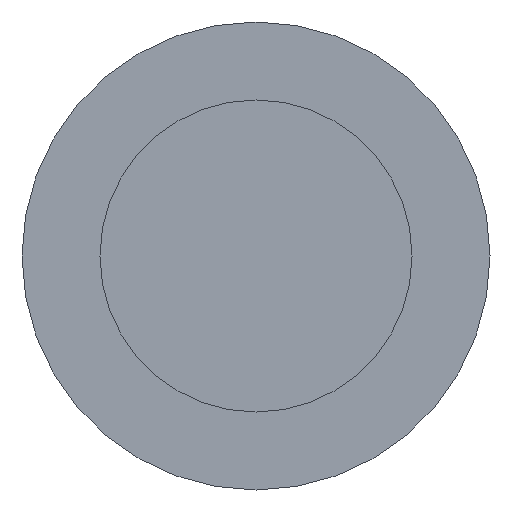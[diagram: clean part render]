
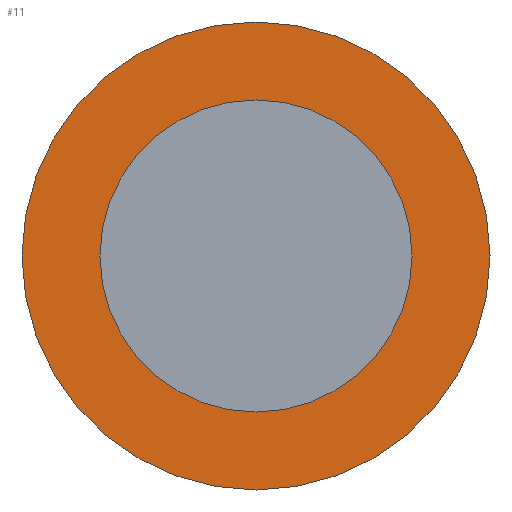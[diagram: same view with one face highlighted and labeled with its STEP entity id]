
A CAD part, front view. The second image highlights one B-rep face of the part: STEP entity #11.
In plain terms, the highlighted planar face has unit normal (0, -1, 0).
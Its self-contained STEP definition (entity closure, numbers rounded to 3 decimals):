
#5 = DIRECTION ( 'NONE',  ( 0., 1., 0. ) ) ;
#11 = ADVANCED_FACE ( 'NONE', ( #114, #215 ), #147, .F. ) ;
#17 = DIRECTION ( 'NONE',  ( 0., 0., 1. ) ) ;
#18 = CIRCLE ( 'NONE', #59, 2. ) ;
#20 = DIRECTION ( 'NONE',  ( 0., 0., 1. ) ) ;
#29 = DIRECTION ( 'NONE',  ( 0., 1., 0. ) ) ;
#33 = CARTESIAN_POINT ( 'NONE',  ( 0., 13.8, 3. ) ) ;
#48 = ORIENTED_EDGE ( 'NONE', *, *, #251, .F. ) ;
#59 = AXIS2_PLACEMENT_3D ( 'NONE', #222, #341, #20 ) ;
#77 = CARTESIAN_POINT ( 'NONE',  ( 0., 13.8, 0. ) ) ;
#88 = AXIS2_PLACEMENT_3D ( 'NONE', #356, #289, #285 ) ;
#105 = DIRECTION ( 'NONE',  ( 0., 0., 1. ) ) ;
#108 = EDGE_CURVE ( 'NONE', #400, #335, #18, .T. ) ;
#114 = FACE_BOUND ( 'NONE', #299, .T. ) ;
#141 = CIRCLE ( 'NONE', #410, 3. ) ;
#144 = ORIENTED_EDGE ( 'NONE', *, *, #264, .T. ) ;
#147 = PLANE ( 'NONE',  #190 ) ;
#150 = CIRCLE ( 'NONE', #223, 3. ) ;
#190 = AXIS2_PLACEMENT_3D ( 'NONE', #340, #306, #17 ) ;
#203 = DIRECTION ( 'NONE',  ( 0., 0., 1. ) ) ;
#204 = ORIENTED_EDGE ( 'NONE', *, *, #378, .F. ) ;
#205 = CARTESIAN_POINT ( 'NONE',  ( 0., 13.8, 2. ) ) ;
#215 = FACE_OUTER_BOUND ( 'NONE', #272, .T. ) ;
#222 = CARTESIAN_POINT ( 'NONE',  ( 0., 13.8, 0. ) ) ;
#223 = AXIS2_PLACEMENT_3D ( 'NONE', #413, #29, #105 ) ;
#236 = VERTEX_POINT ( 'NONE', #33 ) ;
#251 = EDGE_CURVE ( 'NONE', #358, #236, #150, .T. ) ;
#264 = EDGE_CURVE ( 'NONE', #335, #400, #307, .T. ) ;
#272 = EDGE_LOOP ( 'NONE', ( #48, #204 ) ) ;
#285 = DIRECTION ( 'NONE',  ( 0., 0., 1. ) ) ;
#289 = DIRECTION ( 'NONE',  ( 0., 1., 0. ) ) ;
#292 = CARTESIAN_POINT ( 'NONE',  ( 0., 13.8, -3. ) ) ;
#299 = EDGE_LOOP ( 'NONE', ( #144, #332 ) ) ;
#306 = DIRECTION ( 'NONE',  ( 0., 1., 0. ) ) ;
#307 = CIRCLE ( 'NONE', #88, 2. ) ;
#332 = ORIENTED_EDGE ( 'NONE', *, *, #108, .T. ) ;
#335 = VERTEX_POINT ( 'NONE', #415 ) ;
#340 = CARTESIAN_POINT ( 'NONE',  ( 0., 13.8, 0. ) ) ;
#341 = DIRECTION ( 'NONE',  ( 0., 1., 0. ) ) ;
#356 = CARTESIAN_POINT ( 'NONE',  ( 0., 13.8, 0. ) ) ;
#358 = VERTEX_POINT ( 'NONE', #292 ) ;
#378 = EDGE_CURVE ( 'NONE', #236, #358, #141, .T. ) ;
#400 = VERTEX_POINT ( 'NONE', #205 ) ;
#410 = AXIS2_PLACEMENT_3D ( 'NONE', #77, #5, #203 ) ;
#413 = CARTESIAN_POINT ( 'NONE',  ( 0., 13.8, 0. ) ) ;
#415 = CARTESIAN_POINT ( 'NONE',  ( 0., 13.8, -2. ) ) ;
